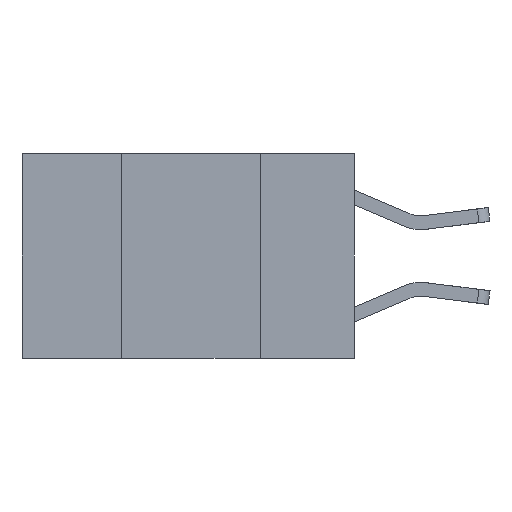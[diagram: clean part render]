
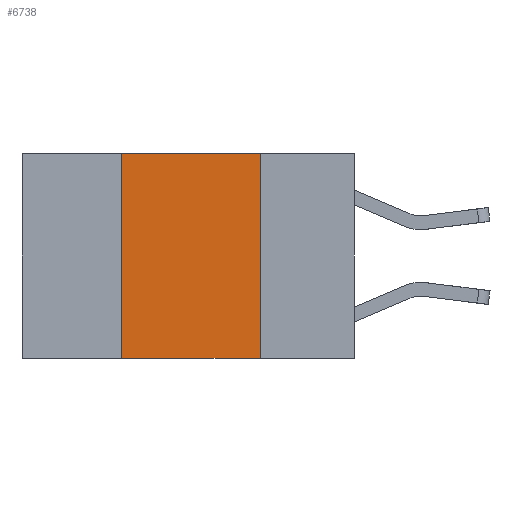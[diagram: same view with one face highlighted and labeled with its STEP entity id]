
A CAD part, left-side view. The second image highlights one B-rep face of the part: STEP entity #6738.
In plain terms, the highlighted planar face has unit normal (-1, 0, 0).
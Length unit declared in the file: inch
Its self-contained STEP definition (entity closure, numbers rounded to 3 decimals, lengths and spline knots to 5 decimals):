
#126 = VECTOR ( 'NONE', #8744, 39.37008 ) ;
#149 = ORIENTED_EDGE ( 'NONE', *, *, #1738, .F. ) ;
#185 = ORIENTED_EDGE ( 'NONE', *, *, #6791, .F. ) ;
#247 = VERTEX_POINT ( 'NONE', #1879 ) ;
#417 = DIRECTION ( 'NONE',  ( 0., -1., 0. ) ) ;
#708 = CARTESIAN_POINT ( 'NONE',  ( 0., 0.17, 0. ) ) ;
#1212 = VERTEX_POINT ( 'NONE', #6252 ) ;
#1268 = ORIENTED_EDGE ( 'NONE', *, *, #7327, .T. ) ;
#1483 = VECTOR ( 'NONE', #9606, 39.37008 ) ;
#1738 = EDGE_CURVE ( 'NONE', #247, #4302, #9770, .T. ) ;
#1879 = CARTESIAN_POINT ( 'NONE',  ( 0., 0.42, 0. ) ) ;
#1951 = CARTESIAN_POINT ( 'NONE',  ( 0., 0.17, -0.37 ) ) ;
#2294 = LINE ( 'NONE', #708, #126 ) ;
#2963 = DIRECTION ( 'NONE',  ( 1., 0., 0. ) ) ;
#3029 = DIRECTION ( 'NONE',  ( 0., 0., 1. ) ) ;
#4065 = VECTOR ( 'NONE', #417, 39.37008 ) ;
#4302 = VERTEX_POINT ( 'NONE', #5833 ) ;
#5315 = VECTOR ( 'NONE', #3029, 39.37008 ) ;
#5817 = FACE_OUTER_BOUND ( 'NONE', #8023, .T. ) ;
#5833 = CARTESIAN_POINT ( 'NONE',  ( 0., 0.17, 0. ) ) ;
#5940 = VERTEX_POINT ( 'NONE', #1951 ) ;
#6077 = CARTESIAN_POINT ( 'NONE',  ( 0., 0.6, -0.37 ) ) ;
#6252 = CARTESIAN_POINT ( 'NONE',  ( 0., 0.42, -0.37 ) ) ;
#6257 = EDGE_CURVE ( 'NONE', #4302, #5940, #2294, .T. ) ;
#6738 = ADVANCED_FACE ( 'NONE', ( #5817 ), #6951, .F. ) ;
#6791 = EDGE_CURVE ( 'NONE', #1212, #247, #9571, .T. ) ;
#6951 = PLANE ( 'NONE',  #8539 ) ;
#7327 = EDGE_CURVE ( 'NONE', #1212, #5940, #8306, .T. ) ;
#7756 = CARTESIAN_POINT ( 'NONE',  ( 0., 0.6, 0. ) ) ;
#8015 = CARTESIAN_POINT ( 'NONE',  ( 0., 0.6, 0. ) ) ;
#8023 = EDGE_LOOP ( 'NONE', ( #8234, #149, #185, #1268 ) ) ;
#8234 = ORIENTED_EDGE ( 'NONE', *, *, #6257, .F. ) ;
#8306 = LINE ( 'NONE', #6077, #4065 ) ;
#8539 = AXIS2_PLACEMENT_3D ( 'NONE', #7756, #2963, #8566 ) ;
#8566 = DIRECTION ( 'NONE',  ( 0., 0., -1. ) ) ;
#8744 = DIRECTION ( 'NONE',  ( 0., 0., -1. ) ) ;
#9571 = LINE ( 'NONE', #10187, #5315 ) ;
#9606 = DIRECTION ( 'NONE',  ( 0., -1., 0. ) ) ;
#9770 = LINE ( 'NONE', #8015, #1483 ) ;
#10187 = CARTESIAN_POINT ( 'NONE',  ( 0., 0.42, 0. ) ) ;
